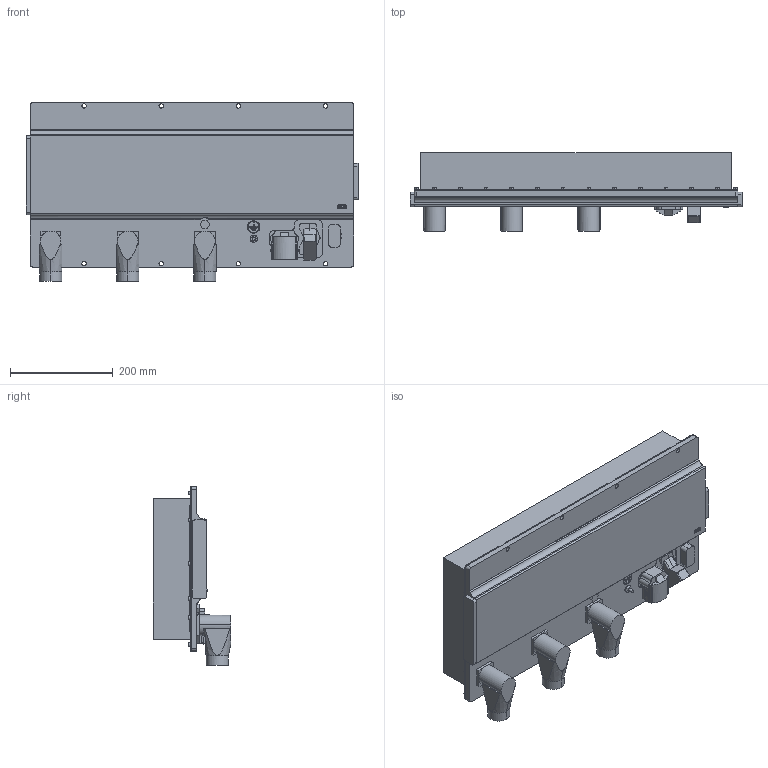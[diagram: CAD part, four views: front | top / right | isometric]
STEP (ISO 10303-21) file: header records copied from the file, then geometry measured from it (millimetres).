
FILE_DESCRIPTION (( 'STEP AP214' ), '1' );
FILE_NAME ('00T6A0C-0001.STEP', '2022-10-20T06:39:01', ( '' ), ( '' ), 'SwSTEP 2.0', 'SolidWorks 2022', '' );
FILE_SCHEMA (( 'AUTOMOTIVE_DESIGN' ));
Length unit declared in the file: millimetre
Products named in the file (10): 10044484_000; 10044120_000; Kundenmodell^10044120_000; 00T6A0C-0001; Kundenmodell^10044484_000; 10043652_000; 10043659_000; 10014325_000; Kundenmodell^10043659_000; Kundenmodell^10043652_000
Assembly tree (11 placements, depth 3):
  00T6A0C-0001
    10044484_000
      Kundenmodell^10044484_000
    10043652_000
      Kundenmodell^10043652_000
    10043659_000  x3
      Kundenmodell^10043659_000
    10044120_000
      Kundenmodell^10044120_000
    10014325_000
Bounding box: 646 x 151.5 x 348 mm (x, y, z)
Volume: 17656158.4 mm3; surface area: 1086758.3 mm2
Topology: 9 solids, 13 shells, 657 faces, 1704 edges, 1124 vertices
Faces by surface type: plane 306, cylinder 248, bspline 64, cone 27, torus 12
Entity records: 22891 total; most frequent: CARTESIAN_POINT 7877, ORIENTED_EDGE 3096, DIRECTION 2889, EDGE_CURVE 1548, AXIS2_PLACEMENT_3D 1060, VERTEX_POINT 1018, VECTOR 769, LINE 769
